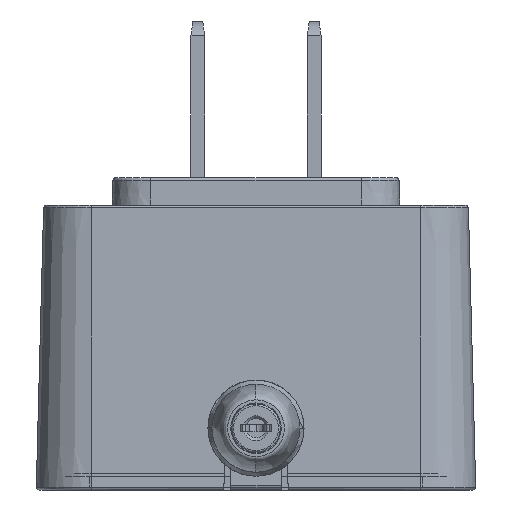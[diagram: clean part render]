
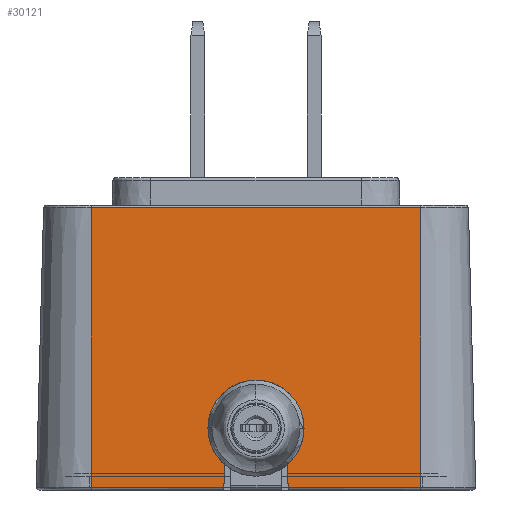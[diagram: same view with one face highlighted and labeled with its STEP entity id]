
A CAD part, left-side view. The second image highlights one B-rep face of the part: STEP entity #30121.
In plain terms, the highlighted planar face has unit normal (-1, 0, 0.026).
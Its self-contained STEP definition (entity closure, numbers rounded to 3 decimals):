
#2075 = ORIENTED_EDGE ( 'NONE', *, *, #4663, .T. ) ;
#2489 = ORIENTED_EDGE ( 'NONE', *, *, #10396, .F. ) ;
#3117 = VERTEX_POINT ( 'NONE', #24488 ) ;
#3174 = EDGE_CURVE ( 'NONE', #35560, #40077, #26550, .T. ) ;
#4516 = LINE ( 'NONE', #4945, #35454 ) ;
#4663 = EDGE_CURVE ( 'NONE', #36112, #11820, #31979, .T. ) ;
#4731 = CARTESIAN_POINT ( 'NONE',  ( -63.708, 3.248, -21.028 ) ) ;
#4945 = CARTESIAN_POINT ( 'NONE',  ( -63.963, -18., -30.792 ) ) ;
#5236 = EDGE_LOOP ( 'NONE', ( #19861, #13429, #9255, #2489, #43991, #2075, #36960, #14870 ) ) ;
#7515 = CARTESIAN_POINT ( 'NONE',  ( -63.963, 18., -30.792 ) ) ;
#9255 = ORIENTED_EDGE ( 'NONE', *, *, #15354, .F. ) ;
#10396 = EDGE_CURVE ( 'NONE', #17845, #3117, #16713, .T. ) ;
#11361 = DIRECTION ( 'NONE',  ( 0., -1., 0. ) ) ;
#11746 = DIRECTION ( 'NONE',  ( 0.026, 0., 1. ) ) ;
#11820 = VERTEX_POINT ( 'NONE', #44709 ) ;
#12318 = EDGE_CURVE ( 'NONE', #36112, #17845, #43679, .T. ) ;
#12738 = CARTESIAN_POINT ( 'NONE',  ( -63.709, -3.25, -21.1 ) ) ;
#12986 = EDGE_CURVE ( 'NONE', #23869, #40077, #25826, .T. ) ;
#13429 = ORIENTED_EDGE ( 'NONE', *, *, #31084, .T. ) ;
#14464 = CARTESIAN_POINT ( 'NONE',  ( -63.971, 18., -31.1 ) ) ;
#14849 = CARTESIAN_POINT ( 'NONE',  ( -63.165, 18., -0.292 ) ) ;
#14870 = ORIENTED_EDGE ( 'NONE', *, *, #3174, .T. ) ;
#15354 = EDGE_CURVE ( 'NONE', #3117, #43036, #19750, .T. ) ;
#15495 = DIRECTION ( 'NONE',  ( -1., 0., 0.026 ) ) ;
#16713 = LINE ( 'NONE', #12738, #30794 ) ;
#17845 = VERTEX_POINT ( 'NONE', #23166 ) ;
#19750 = LINE ( 'NONE', #4731, #39321 ) ;
#19861 = ORIENTED_EDGE ( 'NONE', *, *, #12986, .F. ) ;
#21420 = DIRECTION ( 'NONE',  ( 0.026, 0., 1. ) ) ;
#22171 = VECTOR ( 'NONE', #11361, 1000. ) ;
#23166 = CARTESIAN_POINT ( 'NONE',  ( -63.709, -3.25, -21.1 ) ) ;
#23869 = VERTEX_POINT ( 'NONE', #7515 ) ;
#24402 = CARTESIAN_POINT ( 'NONE',  ( -63.963, -3.504, -30.792 ) ) ;
#24488 = CARTESIAN_POINT ( 'NONE',  ( -63.709, 3.25, -21.1 ) ) ;
#25513 = DIRECTION ( 'NONE',  ( 0.026, 0., 1. ) ) ;
#25745 = DIRECTION ( 'NONE',  ( 0., -1., 0. ) ) ;
#25826 = LINE ( 'NONE', #14464, #38838 ) ;
#26550 = LINE ( 'NONE', #37934, #28166 ) ;
#28166 = VECTOR ( 'NONE', #30993, 1000. ) ;
#29043 = FACE_OUTER_BOUND ( 'NONE', #5236, .T. ) ;
#30121 = ADVANCED_FACE ( 'NONE', ( #29043 ), #39141, .T. ) ;
#30142 = CARTESIAN_POINT ( 'NONE',  ( -63.708, -3.248, -21.028 ) ) ;
#30794 = VECTOR ( 'NONE', #43943, 1000. ) ;
#30993 = DIRECTION ( 'NONE',  ( 0., 1., 0. ) ) ;
#31084 = EDGE_CURVE ( 'NONE', #23869, #43036, #4516, .T. ) ;
#31979 = LINE ( 'NONE', #32106, #22171 ) ;
#32106 = CARTESIAN_POINT ( 'NONE',  ( -63.963, -18., -30.792 ) ) ;
#33148 = LINE ( 'NONE', #39424, #33682 ) ;
#33383 = VECTOR ( 'NONE', #36790, 1000. ) ;
#33682 = VECTOR ( 'NONE', #25513, 1000. ) ;
#34005 = AXIS2_PLACEMENT_3D ( 'NONE', #42801, #15495, #11746 ) ;
#34063 = CARTESIAN_POINT ( 'NONE',  ( -63.165, -18., -0.292 ) ) ;
#35454 = VECTOR ( 'NONE', #25745, 1000. ) ;
#35560 = VERTEX_POINT ( 'NONE', #34063 ) ;
#36112 = VERTEX_POINT ( 'NONE', #24402 ) ;
#36790 = DIRECTION ( 'NONE',  ( 0.026, 0.026, 0.999 ) ) ;
#36960 = ORIENTED_EDGE ( 'NONE', *, *, #41983, .T. ) ;
#37464 = CARTESIAN_POINT ( 'NONE',  ( -63.963, 3.504, -30.792 ) ) ;
#37934 = CARTESIAN_POINT ( 'NONE',  ( -63.165, 18., -0.292 ) ) ;
#38838 = VECTOR ( 'NONE', #21420, 1000. ) ;
#39141 = PLANE ( 'NONE',  #34005 ) ;
#39321 = VECTOR ( 'NONE', #43091, 1000. ) ;
#39424 = CARTESIAN_POINT ( 'NONE',  ( -63.971, -18., -31.1 ) ) ;
#40077 = VERTEX_POINT ( 'NONE', #14849 ) ;
#41983 = EDGE_CURVE ( 'NONE', #11820, #35560, #33148, .T. ) ;
#42801 = CARTESIAN_POINT ( 'NONE',  ( -63.971, -18., -31.1 ) ) ;
#43036 = VERTEX_POINT ( 'NONE', #37464 ) ;
#43091 = DIRECTION ( 'NONE',  ( -0.026, 0.026, -0.999 ) ) ;
#43679 = LINE ( 'NONE', #30142, #33383 ) ;
#43943 = DIRECTION ( 'NONE',  ( 0., 1., 0. ) ) ;
#43991 = ORIENTED_EDGE ( 'NONE', *, *, #12318, .F. ) ;
#44709 = CARTESIAN_POINT ( 'NONE',  ( -63.963, -18., -30.792 ) ) ;
